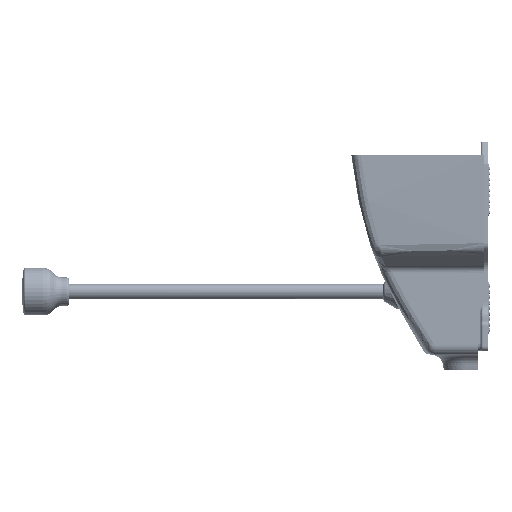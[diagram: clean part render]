
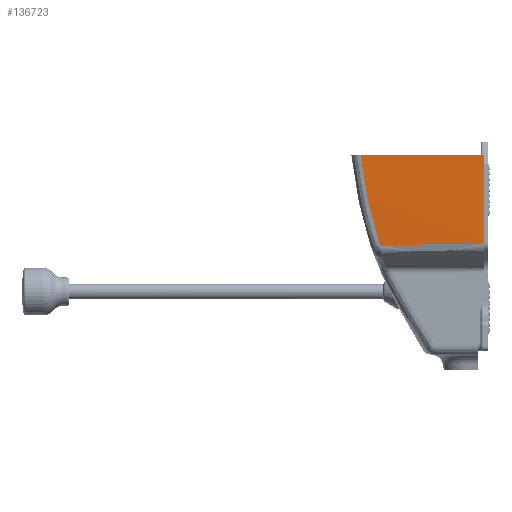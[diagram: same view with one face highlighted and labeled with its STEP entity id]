
A CAD part, left-side view. The second image highlights one B-rep face of the part: STEP entity #136723.
In plain terms, the highlighted free-form (B-spline) face has degree [1, 3] with [2, 5] control points.
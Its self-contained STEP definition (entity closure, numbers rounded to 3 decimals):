
#3530 = CARTESIAN_POINT ( 'NONE',  ( -114.785, 126.092, 181.947 ) ) ;
#3559 = CARTESIAN_POINT ( 'NONE',  ( -100., 55., 0. ) ) ;
#5554 = CARTESIAN_POINT ( 'NONE',  ( -114.377, 89.888, 115.635 ) ) ;
#8499 = CARTESIAN_POINT ( 'NONE',  ( -114.452, 130.237, 210. ) ) ;
#9214 = ORIENTED_EDGE ( 'NONE', *, *, #144679, .T. ) ;
#10105 = EDGE_CURVE ( 'NONE', #95669, #152313, #40953, .T. ) ;
#19447 = CARTESIAN_POINT ( 'NONE',  ( -114.85, 124.061, 169.963 ) ) ;
#21146 = ORIENTED_EDGE ( 'NONE', *, *, #176065, .T. ) ;
#21474 = CARTESIAN_POINT ( 'NONE',  ( -115.103, 69.905, 116.048 ) ) ;
#22624 = ORIENTED_EDGE ( 'NONE', *, *, #10105, .F. ) ;
#25734 = CARTESIAN_POINT ( 'NONE',  ( -119., 0., 210. ) ) ;
#35448 = CARTESIAN_POINT ( 'NONE',  ( -114.819, 120.985, 154.065 ) ) ;
#35483 = CARTESIAN_POINT ( 'NONE',  ( -115.51, 125.336, 105.003 ) ) ;
#37492 = CARTESIAN_POINT ( 'NONE',  ( -116.193, 39.943, 116.669 ) ) ;
#38808 = B_SPLINE_CURVE_WITH_KNOTS ( 'NONE', 3,
 ( #88863, #72927, #120781, #25734 ),
 .UNSPECIFIED., .F., .F.,
 ( 4, 4 ),
 ( 0.573, 1. ),
 .UNSPECIFIED. ) ;
#40205 = CARTESIAN_POINT ( 'NONE',  ( -117.65, 0., 117.5 ) ) ;
#40953 = LINE ( 'NONE', #95155, #199855 ) ;
#51438 = CARTESIAN_POINT ( 'NONE',  ( -114.446, 116.095, 134.47 ) ) ;
#51471 = CARTESIAN_POINT ( 'NONE',  ( -114.111, 140., 210. ) ) ;
#53495 = CARTESIAN_POINT ( 'NONE',  ( -117.65, 0., 117.5 ) ) ;
#60367 = VERTEX_POINT ( 'NONE', #71903 ) ;
#66666 = CARTESIAN_POINT ( 'NONE',  ( -114.561, 129.102, 201.978 ) ) ;
#67345 = CARTESIAN_POINT ( 'NONE',  ( -114.033, 112.571, 122.869 ) ) ;
#67385 = CARTESIAN_POINT ( 'NONE',  ( -107.295, 0., 37.84 ) ) ;
#67608 = CARTESIAN_POINT ( 'NONE',  ( -119., 0., 210. ) ) ;
#68686 = CARTESIAN_POINT ( 'NONE',  ( -113.893, 103.221, 115.36 ) ) ;
#71903 = CARTESIAN_POINT ( 'NONE',  ( -113.651, 109.887, 115.223 ) ) ;
#72927 = CARTESIAN_POINT ( 'NONE',  ( -119.738, 0., 147.631 ) ) ;
#76091 = B_SPLINE_CURVE_WITH_KNOTS ( 'NONE', 3,
 ( #177646, #66666, #98518, #3530, #114472, #19447, #130480, #35448, #146432, #51438, #162467, #67345, #178333, #83267 ),
 .UNSPECIFIED., .F., .F.,
 ( 4, 2, 2, 2, 2, 2, 4 ),
 ( 0., 0.024, 0.036, 0.049, 0.073, 0.085, 0.097 ),
 .UNSPECIFIED. ) ;
#79877 = DIRECTION ( 'NONE',  ( -0.035, -0.999, 0. ) ) ;
#83267 = CARTESIAN_POINT ( 'NONE',  ( -113.651, 109.887, 115.223 ) ) ;
#83303 = CARTESIAN_POINT ( 'NONE',  ( -119.378, 0., 178.09 ) ) ;
#84607 = CARTESIAN_POINT ( 'NONE',  ( -113.651, 109.887, 115.223 ) ) ;
#88863 = CARTESIAN_POINT ( 'NONE',  ( -117.65, 0., 117.5 ) ) ;
#94696 = FACE_OUTER_BOUND ( 'NONE', #171275, .T. ) ;
#95155 = CARTESIAN_POINT ( 'NONE',  ( -114.111, 140., 210. ) ) ;
#95669 = VERTEX_POINT ( 'NONE', #8499 ) ;
#98518 = CARTESIAN_POINT ( 'NONE',  ( -114.671, 127.962, 193.956 ) ) ;
#100546 = CARTESIAN_POINT ( 'NONE',  ( -114.135, 96.554, 115.497 ) ) ;
#114472 = CARTESIAN_POINT ( 'NONE',  ( -114.815, 125.442, 177.948 ) ) ;
#116518 = CARTESIAN_POINT ( 'NONE',  ( -114.74, 79.897, 115.841 ) ) ;
#120781 = CARTESIAN_POINT ( 'NONE',  ( -119.369, 0., 178.815 ) ) ;
#123313 = B_SPLINE_CURVE_WITH_KNOTS ( 'NONE', 3,
 ( #84607, #68686, #100546, #5554, #116518, #21474, #132514, #37492, #148513, #53495 ),
 .UNSPECIFIED., .F., .F.,
 ( 4, 3, 3, 4 ),
 ( 0.01, 0.03, 0.06, 0.12 ),
 .UNSPECIFIED. ) ;
#130480 = CARTESIAN_POINT ( 'NONE',  ( -114.854, 123.331, 165.977 ) ) ;
#130512 = CARTESIAN_POINT ( 'NONE',  ( -105.589, 80.347, 37.84 ) ) ;
#132514 = CARTESIAN_POINT ( 'NONE',  ( -115.467, 59.914, 116.255 ) ) ;
#133326 = VERTEX_POINT ( 'NONE', #40205 ) ;
#136723 = ADVANCED_FACE ( 'NONE', ( #94696 ), #192525, .T. ) ;
#144679 = EDGE_CURVE ( 'NONE', #60367, #133326, #123313, .T. ) ;
#146432 = CARTESIAN_POINT ( 'NONE',  ( -114.729, 119.213, 146.179 ) ) ;
#146467 = CARTESIAN_POINT ( 'NONE',  ( -114.536, 135.543, 178.09 ) ) ;
#148513 = CARTESIAN_POINT ( 'NONE',  ( -116.921, 19.971, 117.084 ) ) ;
#152313 = VERTEX_POINT ( 'NONE', #67608 ) ;
#152669 = EDGE_CURVE ( 'NONE', #95669, #60367, #76091, .T. ) ;
#158993 = ORIENTED_EDGE ( 'NONE', *, *, #152669, .T. ) ;
#162467 = CARTESIAN_POINT ( 'NONE',  ( -114.327, 114.979, 130.588 ) ) ;
#162497 = CARTESIAN_POINT ( 'NONE',  ( -100., 0., 0. ) ) ;
#171275 = EDGE_LOOP ( 'NONE', ( #22624, #158993, #9214, #21146 ) ) ;
#176065 = EDGE_CURVE ( 'NONE', #133326, #152313, #38808, .T. ) ;
#177646 = CARTESIAN_POINT ( 'NONE',  ( -114.452, 130.237, 210. ) ) ;
#178333 = CARTESIAN_POINT ( 'NONE',  ( -113.858, 111.278, 119.033 ) ) ;
#178371 = CARTESIAN_POINT ( 'NONE',  ( -120.243, 0., 105.003 ) ) ;
#192525 = B_SPLINE_SURFACE_WITH_KNOTS ( 'NONE', 1, 3, ( 
 ( #3559, #130512, #35483, #146467, #51471 ),
 ( #162497, #67385, #178371, #83303, #194373 ) ),
 .UNSPECIFIED., .F., .F., .F.,
 ( 2, 2 ),
 ( 4, 1, 4 ),
 ( 0., 1. ),
 ( 0., 0.563, 1. ),
 .UNSPECIFIED. ) ;
#194373 = CARTESIAN_POINT ( 'NONE',  ( -119., 0., 210. ) ) ;
#199855 = VECTOR ( 'NONE', #79877, 1000. ) ;
